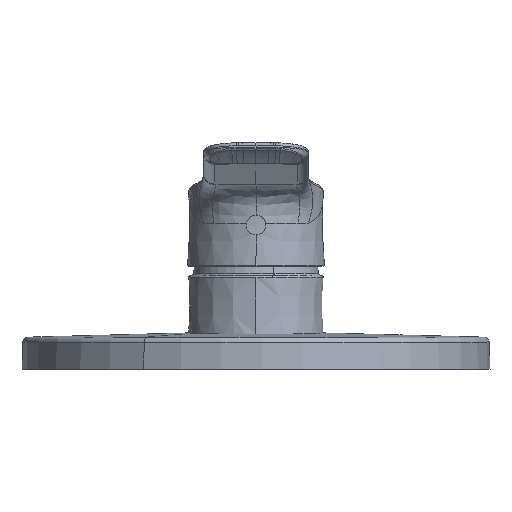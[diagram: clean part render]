
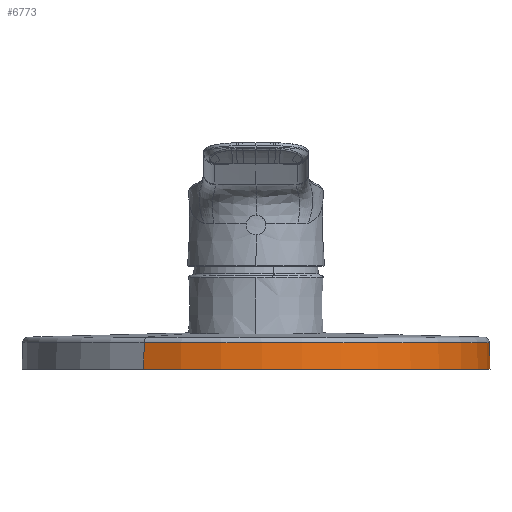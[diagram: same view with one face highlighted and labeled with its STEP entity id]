
A CAD part, front view. The second image highlights one B-rep face of the part: STEP entity #6773.
In plain terms, the highlighted conical face has half-angle 1.5 degrees and reference radius 84.697 mm.
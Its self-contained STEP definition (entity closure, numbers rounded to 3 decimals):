
#198 = CIRCLE ( 'NONE', #13517, 85. ) ;
#290 = CARTESIAN_POINT ( 'NONE',  ( -40.606, -74.328, 12.103 ) ) ;
#1406 = LINE ( 'NONE', #290, #5926 ) ;
#1575 = EDGE_LOOP ( 'NONE', ( #8047, #5505, #7550, #10474 ) ) ;
#1819 = EDGE_CURVE ( 'NONE', #8993, #9575, #1406, .T. ) ;
#1937 = DIRECTION ( 'NONE',  ( -1., 0., 0. ) ) ;
#2446 = CARTESIAN_POINT ( 'NONE',  ( -40.751, -74.595, 0.513 ) ) ;
#2727 = VERTEX_POINT ( 'NONE', #5147 ) ;
#2752 = EDGE_CURVE ( 'NONE', #2727, #8993, #11995, .T. ) ;
#2950 = DIRECTION ( 'NONE',  ( 0.013, 0.023, -1. ) ) ;
#3287 = FACE_OUTER_BOUND ( 'NONE', #1575, .T. ) ;
#3490 = LINE ( 'NONE', #10464, #5254 ) ;
#3635 = CARTESIAN_POINT ( 'NONE',  ( 0., 0., 12.103 ) ) ;
#4166 = CONICAL_SURFACE ( 'NONE', #7080, 84.696, 0.026 ) ;
#4763 = DIRECTION ( 'NONE',  ( -0.479, -0.878, 0. ) ) ;
#5147 = CARTESIAN_POINT ( 'NONE',  ( 40.629, 74.371, 10.24 ) ) ;
#5254 = VECTOR ( 'NONE', #2950, 1000. ) ;
#5505 = ORIENTED_EDGE ( 'NONE', *, *, #2752, .T. ) ;
#5926 = VECTOR ( 'NONE', #12505, 1000. ) ;
#6102 = CARTESIAN_POINT ( 'NONE',  ( -40.629, -74.371, 10.24 ) ) ;
#6773 = ADVANCED_FACE ( 'NONE', ( #3287 ), #4166, .T. ) ;
#6894 = DIRECTION ( 'NONE',  ( 0., 0., -1. ) ) ;
#7044 = DIRECTION ( 'NONE',  ( 0., 0., -1. ) ) ;
#7080 = AXIS2_PLACEMENT_3D ( 'NONE', #3635, #6894, #4763 ) ;
#7138 = CARTESIAN_POINT ( 'NONE',  ( 0., 0., 0.513 ) ) ;
#7424 = VERTEX_POINT ( 'NONE', #12035 ) ;
#7550 = ORIENTED_EDGE ( 'NONE', *, *, #1819, .T. ) ;
#8047 = ORIENTED_EDGE ( 'NONE', *, *, #9066, .F. ) ;
#8597 = CARTESIAN_POINT ( 'NONE',  ( 0., 0., 10.24 ) ) ;
#8655 = AXIS2_PLACEMENT_3D ( 'NONE', #8597, #10867, #1937 ) ;
#8993 = VERTEX_POINT ( 'NONE', #6102 ) ;
#9066 = EDGE_CURVE ( 'NONE', #2727, #7424, #3490, .T. ) ;
#9329 = DIRECTION ( 'NONE',  ( 0., -1., 0. ) ) ;
#9575 = VERTEX_POINT ( 'NONE', #2446 ) ;
#10464 = CARTESIAN_POINT ( 'NONE',  ( 40.606, 74.328, 12.103 ) ) ;
#10474 = ORIENTED_EDGE ( 'NONE', *, *, #14270, .F. ) ;
#10867 = DIRECTION ( 'NONE',  ( 0., 0., -1. ) ) ;
#11995 = CIRCLE ( 'NONE', #8655, 84.745 ) ;
#12035 = CARTESIAN_POINT ( 'NONE',  ( 40.751, 74.595, 0.513 ) ) ;
#12505 = DIRECTION ( 'NONE',  ( -0.013, -0.023, -1. ) ) ;
#13517 = AXIS2_PLACEMENT_3D ( 'NONE', #7138, #7044, #9329 ) ;
#14270 = EDGE_CURVE ( 'NONE', #7424, #9575, #198, .T. ) ;
